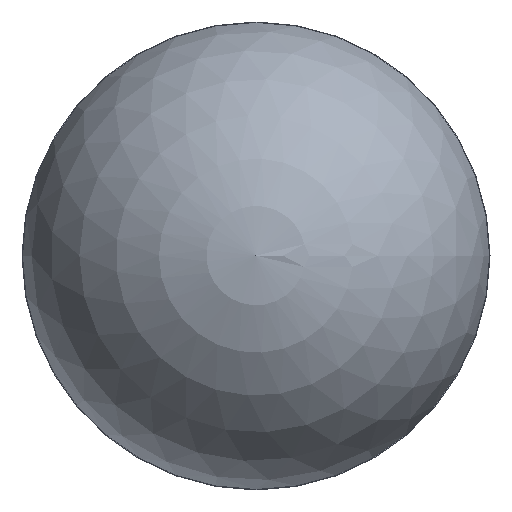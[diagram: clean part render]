
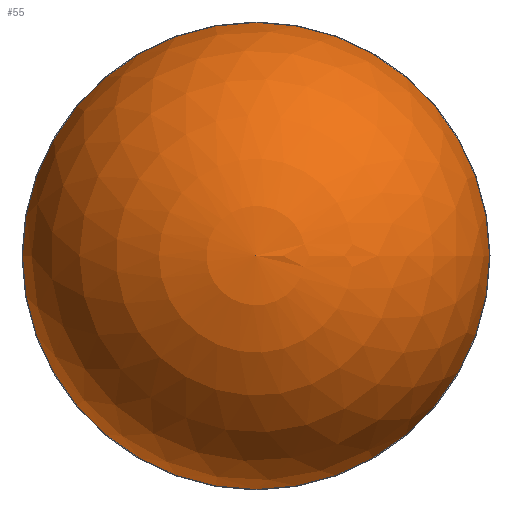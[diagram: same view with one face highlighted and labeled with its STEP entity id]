
A CAD part, top view. The second image highlights one B-rep face of the part: STEP entity #55.
In plain terms, the highlighted spherical face has radius 30 mm.
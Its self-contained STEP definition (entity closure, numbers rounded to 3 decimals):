
#55 = ADVANCED_FACE( '', ( #116 ), #117, .T. );
#116 = FACE_OUTER_BOUND( '', #175, .T. );
#117 = SPHERICAL_SURFACE( '', #176, 30. );
#175 = EDGE_LOOP( '', ( #246 ) );
#176 = AXIS2_PLACEMENT_3D( '', #247, #248, #249 );
#246 = ORIENTED_EDGE( '', *, *, #290, .F. );
#247 = CARTESIAN_POINT( '', ( 0., 0., 28. ) );
#248 = DIRECTION( '', ( 0., 0., 1. ) );
#249 = DIRECTION( '', ( 1., 0., 0. ) );
#290 = EDGE_CURVE( '', #326, #326, #327, .F. );
#326 = VERTEX_POINT( '', #363 );
#327 = CIRCLE( '', #364, 29.919 );
#363 = CARTESIAN_POINT( '', ( 29.919, 0., 30.205 ) );
#364 = AXIS2_PLACEMENT_3D( '', #401, #402, #403 );
#401 = CARTESIAN_POINT( '', ( 0., 0., 30.205 ) );
#402 = DIRECTION( '', ( 0., 0., 1. ) );
#403 = DIRECTION( '', ( 1., 0., 0. ) );
